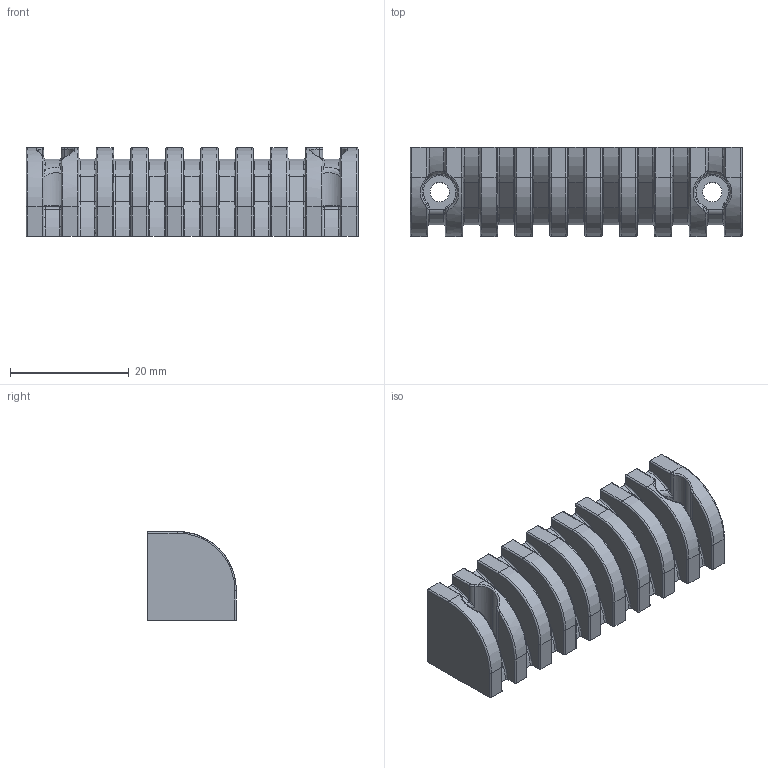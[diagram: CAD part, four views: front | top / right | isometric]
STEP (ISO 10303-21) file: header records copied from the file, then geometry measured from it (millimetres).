
FILE_DESCRIPTION (( 'STEP AP214' ), '1' );
FILE_NAME ('Dissipateur.STEP', '2018-07-17T14:26:29', ( '' ), ( '' ), 'SwSTEP 2.0', 'SolidWorks 2014', '' );
FILE_SCHEMA (( 'AUTOMOTIVE_DESIGN' ));
Length unit declared in the file: millimetre
Products named in the file (1): Dissipateur
Bounding box: 56 x 15 x 15 mm (x, y, z)
Volume: 8630.6 mm3; surface area: 4952.3 mm2
Topology: 1 solids, 1 shells, 257 faces, 653 edges, 394 vertices
Faces by surface type: cylinder 104, torus 76, plane 55, bspline 22
Entity records: 8559 total; most frequent: CARTESIAN_POINT 2367, DIRECTION 1349, ORIENTED_EDGE 1298, EDGE_CURVE 649, AXIS2_PLACEMENT_3D 548, VERTEX_POINT 394, CIRCLE 312, EDGE_LOOP 261
